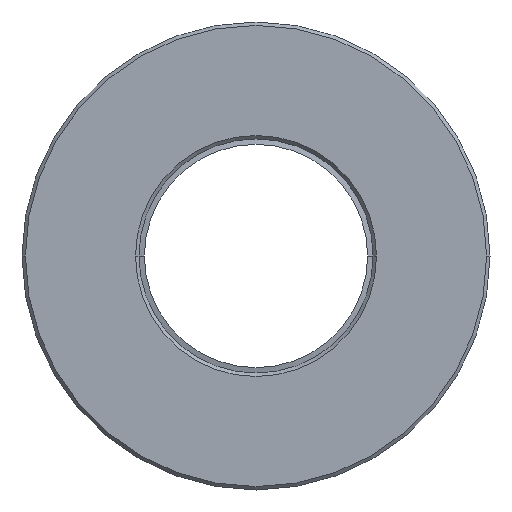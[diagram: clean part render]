
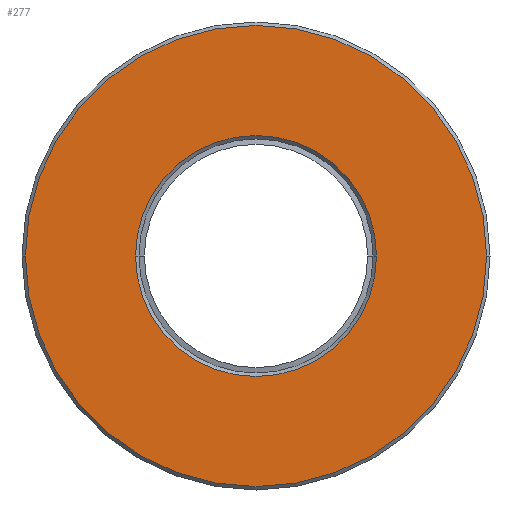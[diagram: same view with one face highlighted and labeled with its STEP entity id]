
A CAD part, front view. The second image highlights one B-rep face of the part: STEP entity #277.
In plain terms, the highlighted planar face has unit normal (0, -1, 0).
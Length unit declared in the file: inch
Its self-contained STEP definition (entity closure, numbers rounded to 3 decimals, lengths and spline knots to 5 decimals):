
#112=CARTESIAN_POINT('',(0.,0.,0.));
#113=DIRECTION('',(0.,-1.,0.));
#114=DIRECTION('',(1.,0.,0.));
#115=AXIS2_PLACEMENT_3D('',#112,#113,#114);
#139=CARTESIAN_POINT('',(0.,0.,0.));
#140=DIRECTION('',(0.,-1.,0.));
#141=DIRECTION('',(1.,0.,0.));
#142=AXIS2_PLACEMENT_3D('',#139,#140,#141);
#194=CARTESIAN_POINT('',(0.,0.,0.));
#195=DIRECTION('',(0.,1.,0.));
#196=DIRECTION('',(1.,0.,0.));
#197=AXIS2_PLACEMENT_3D('',#194,#195,#196);
#209=CARTESIAN_POINT('',(0.,0.,0.));
#210=DIRECTION('',(0.,1.,0.));
#211=DIRECTION('',(1.,0.,0.));
#212=AXIS2_PLACEMENT_3D('',#209,#210,#211);
#226=CARTESIAN_POINT('',(0.6775,0.,0.));
#227=CARTESIAN_POINT('',(-0.6775,0.,0.));
#228=VERTEX_POINT('',#226);
#229=VERTEX_POINT('',#227);
#230=CARTESIAN_POINT('',(0.354,0.,0.));
#231=CARTESIAN_POINT('',(-0.354,0.,0.));
#232=VERTEX_POINT('',#230);
#233=VERTEX_POINT('',#231);
#261=CARTESIAN_POINT('',(0.,0.,0.));
#262=DIRECTION('',(0.,-1.,0.));
#263=DIRECTION('',(-1.,0.,0.));
#264=AXIS2_PLACEMENT_3D('',#261,#262,#263);
#265=PLANE('',#264);
#267=ORIENTED_EDGE('',*,*,#266,.F.);
#269=ORIENTED_EDGE('',*,*,#268,.T.);
#270=EDGE_LOOP('',(#267,#269));
#271=FACE_OUTER_BOUND('',#270,.F.);
#273=ORIENTED_EDGE('',*,*,#272,.F.);
#274=ORIENTED_EDGE('',*,*,#243,.T.);
#275=EDGE_LOOP('',(#273,#274));
#276=FACE_BOUND('',#275,.F.);
#277=ADVANCED_FACE('',(#271,#276),#265,.T.);
#116=CIRCLE('',#115,0.354);
#143=CIRCLE('',#142,0.6775);
#198=CIRCLE('',#197,0.354);
#213=CIRCLE('',#212,0.6775);
#243=EDGE_CURVE('',#232,#233,#116,.T.);
#266=EDGE_CURVE('',#228,#229,#143,.T.);
#268=EDGE_CURVE('',#228,#229,#213,.T.);
#272=EDGE_CURVE('',#232,#233,#198,.T.);
